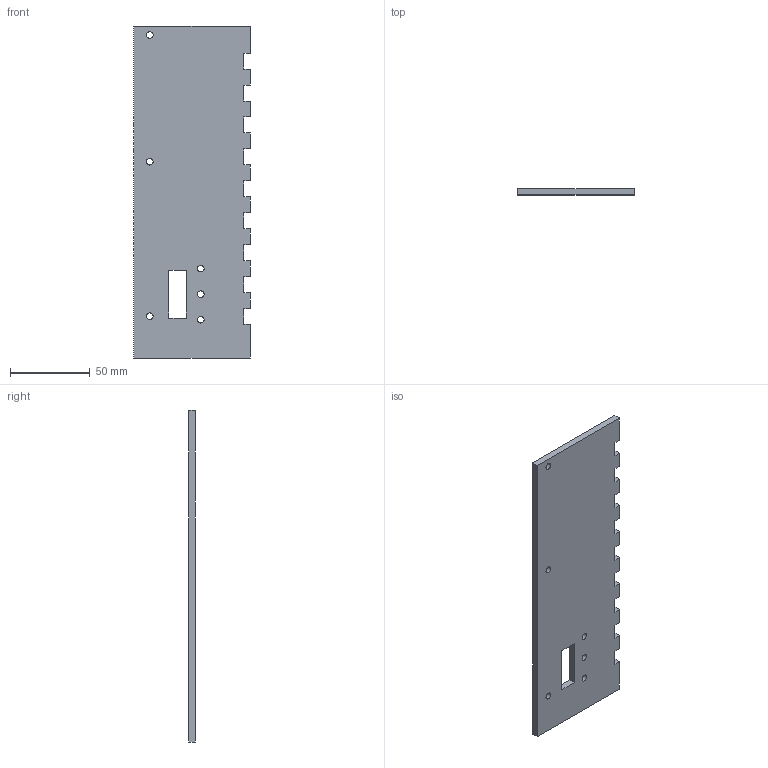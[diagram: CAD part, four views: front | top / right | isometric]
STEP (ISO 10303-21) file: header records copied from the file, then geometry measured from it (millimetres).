
FILE_DESCRIPTION(/* description */ (''),/* implementation_level */ '2;1');
FILE_NAME(/* name */ '',/* time_stamp */ '2025-01-29T17:51:10+03:00',/* author */ ('Phantom'),/* organization */ (''),/* preprocessor_version */ 'ST-DEVELOPER v20',/* originating_system */ 'Autodesk Inventor 2025',/* authorisation */ '');
FILE_SCHEMA (('AUTOMOTIVE_DESIGN { 1 0 10303 214 3 1 1 }'));
Length unit declared in the file: millimetre
Products named in the file (1): стульчак
Bounding box: 73 x 4 x 208 mm (x, y, z)
Volume: 57643.5 mm3; surface area: 32002.4 mm2
Topology: 1 solids, 1 shells, 52 faces, 150 edges, 103 vertices
Faces by surface type: plane 46, cylinder 6
Full cylindrical faces by diameter (mm): 4.2 x6
Entity records: 1770 total; most frequent: CARTESIAN_POINT 306, ORIENTED_EDGE 300, DIRECTION 268, EDGE_CURVE 150, LINE 138, VECTOR 138, VERTEX_POINT 100, EDGE_LOOP 66
